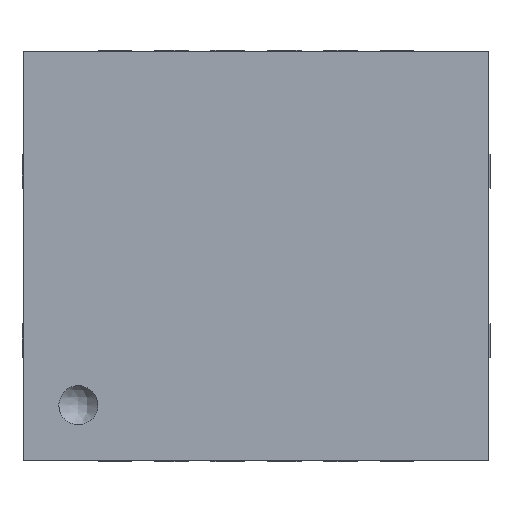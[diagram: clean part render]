
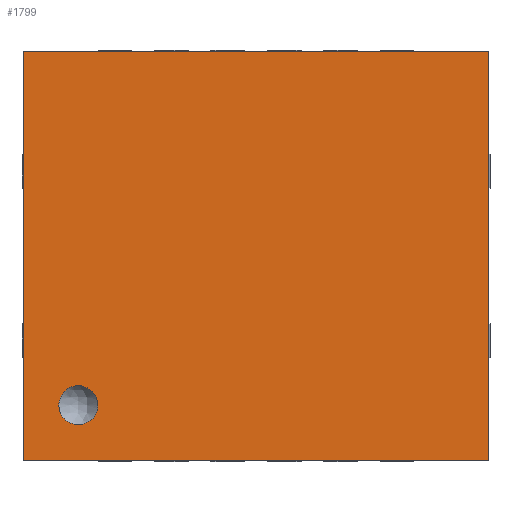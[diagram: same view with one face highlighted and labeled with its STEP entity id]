
A CAD part, top view. The second image highlights one B-rep face of the part: STEP entity #1799.
In plain terms, the highlighted planar face has unit normal (0, 0, 1).
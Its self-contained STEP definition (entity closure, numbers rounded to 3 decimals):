
#20 = VERTEX_POINT ( 'NONE', #5294 ) ;
#60 = VECTOR ( 'NONE', #2814, 1000. ) ;
#94 = EDGE_CURVE ( 'NONE', #168, #1587, #3534, .T. ) ;
#168 = VERTEX_POINT ( 'NONE', #2771 ) ;
#201 = CARTESIAN_POINT ( 'NONE',  ( 0.501, 0.326, 1. ) ) ;
#225 = CARTESIAN_POINT ( 'NONE',  ( 0.461, 0.67, 1. ) ) ;
#393 = VECTOR ( 'NONE', #1183, 1000. ) ;
#519 = CARTESIAN_POINT ( 'NONE',  ( 0.01, 3.64, 1. ) ) ;
#633 = CARTESIAN_POINT ( 'NONE',  ( 0.364, 0.391, 1. ) ) ;
#695 = LINE ( 'NONE', #2609, #393 ) ;
#700 = CARTESIAN_POINT ( 'NONE',  ( 0.327, 0.513, 1. ) ) ;
#722 = EDGE_CURVE ( 'NONE', #3441, #6041, #5586, .T. ) ;
#759 = CARTESIAN_POINT ( 'NONE',  ( 0.5, 0.673, 1. ) ) ;
#844 = CARTESIAN_POINT ( 'NONE',  ( 0.624, 0.378, 1. ) ) ;
#889 = CARTESIAN_POINT ( 'NONE',  ( 0.01, 0.01, 1. ) ) ;
#1014 = VERTEX_POINT ( 'NONE', #1713 ) ;
#1183 = DIRECTION ( 'NONE',  ( 0., 1., 0. ) ) ;
#1218 = CARTESIAN_POINT ( 'NONE',  ( 0.392, 0.635, 1. ) ) ;
#1224 = CARTESIAN_POINT ( 'NONE',  ( 0.593, 0.354, 1. ) ) ;
#1230 = ORIENTED_EDGE ( 'NONE', *, *, #4743, .T. ) ;
#1251 = CARTESIAN_POINT ( 'NONE',  ( 0.343, 0.575, 1. ) ) ;
#1287 = CARTESIAN_POINT ( 'NONE',  ( 0.673, 0.481, 1. ) ) ;
#1587 = VERTEX_POINT ( 'NONE', #3546 ) ;
#1653 = CARTESIAN_POINT ( 'NONE',  ( 0.538, 0.669, 1. ) ) ;
#1707 = CARTESIAN_POINT ( 'NONE',  ( 0.424, 0.657, 1. ) ) ;
#1713 = CARTESIAN_POINT ( 'NONE',  ( 4.14, 3.64, 1. ) ) ;
#1742 = CARTESIAN_POINT ( 'NONE',  ( 0.363, 0.608, 1. ) ) ;
#1754 = CARTESIAN_POINT ( 'NONE',  ( 4.14, 0.01, 1. ) ) ;
#1770 = CARTESIAN_POINT ( 'NONE',  ( 0.328, 0.526, 1. ) ) ;
#1777 = CARTESIAN_POINT ( 'NONE',  ( 0.61, 0.365, 1. ) ) ;
#1799 = ADVANCED_FACE ( 'NONE', ( #3783, #4754 ), #3811, .F. ) ;
#1813 = CARTESIAN_POINT ( 'NONE',  ( 0.67, 0.462, 1. ) ) ;
#2079 = CARTESIAN_POINT ( 'NONE',  ( 0.327, 0.487, 1. ) ) ;
#2111 = CARTESIAN_POINT ( 'NONE',  ( 0.54, 0.331, 1. ) ) ;
#2135 = CARTESIAN_POINT ( 'NONE',  ( 0.663, 0.557, 1. ) ) ;
#2201 = CARTESIAN_POINT ( 'NONE',  ( 0.673, 0.519, 1. ) ) ;
#2258 = B_SPLINE_CURVE_WITH_KNOTS ( 'NONE', 3,
 ( #4555, #2201, #3675, #2135, #5537, #2645, #3589, #3136, #5920, #5016, #5506, #3078, #1653, #2707, #4113, #759, #2675, #225, #6005, #1707, #4965, #1218, #4618, #1742, #3199, #1251, #3612, #3646, #1770, #700, #3110 ),
 .UNSPECIFIED., .F., .F.,
 ( 4, 3, 3, 3, 3, 3, 3, 3, 3, 3, 4 ),
 ( 0., 0., 0., 0., 0., 0., 0., 0., 0., 0.001, 0.001 ),
 .UNSPECIFIED. ) ;
#2301 = CARTESIAN_POINT ( 'NONE',  ( 0.664, 0.444, 1. ) ) ;
#2440 = DIRECTION ( 'NONE',  ( 0., 0., -1. ) ) ;
#2455 = EDGE_LOOP ( 'NONE', ( #5878, #2525 ) ) ;
#2525 = ORIENTED_EDGE ( 'NONE', *, *, #94, .F. ) ;
#2553 = CARTESIAN_POINT ( 'NONE',  ( 0.463, 0.33, 1. ) ) ;
#2583 = CARTESIAN_POINT ( 'NONE',  ( 0.408, 0.352, 1. ) ) ;
#2609 = CARTESIAN_POINT ( 'NONE',  ( 4.14, 0.01, 1. ) ) ;
#2625 = CARTESIAN_POINT ( 'NONE',  ( 0.344, 0.424, 1. ) ) ;
#2645 = CARTESIAN_POINT ( 'NONE',  ( 0.647, 0.593, 1. ) ) ;
#2651 = LINE ( 'NONE', #6015, #5793 ) ;
#2675 = CARTESIAN_POINT ( 'NONE',  ( 0.481, 0.673, 1. ) ) ;
#2693 = CARTESIAN_POINT ( 'NONE',  ( 0.01, 0.01, 1. ) ) ;
#2707 = CARTESIAN_POINT ( 'NONE',  ( 0.526, 0.672, 1. ) ) ;
#2771 = CARTESIAN_POINT ( 'NONE',  ( 0.327, 0.5, 1. ) ) ;
#2814 = DIRECTION ( 'NONE',  ( 1., 0., 0. ) ) ;
#3078 = CARTESIAN_POINT ( 'NONE',  ( 0.557, 0.665, 1. ) ) ;
#3110 = CARTESIAN_POINT ( 'NONE',  ( 0.327, 0.5, 1. ) ) ;
#3136 = CARTESIAN_POINT ( 'NONE',  ( 0.623, 0.623, 1. ) ) ;
#3199 = CARTESIAN_POINT ( 'NONE',  ( 0.353, 0.592, 1. ) ) ;
#3203 = CARTESIAN_POINT ( 'NONE',  ( 0.673, 0.5, 1. ) ) ;
#3211 = VECTOR ( 'NONE', #4216, 1000. ) ;
#3232 = EDGE_CURVE ( 'NONE', #6041, #1014, #695, .T. ) ;
#3236 = DIRECTION ( 'NONE',  ( 0., -1., 0. ) ) ;
#3287 = ORIENTED_EDGE ( 'NONE', *, *, #3232, .T. ) ;
#3294 = CARTESIAN_POINT ( 'NONE',  ( 4.14, 3.64, 1. ) ) ;
#3321 = LINE ( 'NONE', #3294, #3211 ) ;
#3441 = VERTEX_POINT ( 'NONE', #2693 ) ;
#3502 = CARTESIAN_POINT ( 'NONE',  ( 0.559, 0.336, 1. ) ) ;
#3534 = B_SPLINE_CURVE_WITH_KNOTS ( 'NONE', 3,
 ( #3937, #4902, #2079, #5425, #4970, #5926, #2625, #5393, #633, #5837, #4406, #2583, #3564, #5456, #2553, #3968, #201, #5868, #2111, #3502, #5894, #1224, #1777, #844, #6080, #4681, #6042, #2301, #1813, #1287, #3203 ),
 .UNSPECIFIED., .F., .F.,
 ( 4, 3, 3, 3, 3, 3, 3, 3, 3, 3, 4 ),
 ( 0.001, 0.001, 0.001, 0.001, 0.001, 0.001, 0.001, 0.001, 0.001, 0.001, 0.001 ),
 .UNSPECIFIED. ) ;
#3546 = CARTESIAN_POINT ( 'NONE',  ( 0.673, 0.5, 1. ) ) ;
#3564 = CARTESIAN_POINT ( 'NONE',  ( 0.426, 0.343, 1. ) ) ;
#3589 = CARTESIAN_POINT ( 'NONE',  ( 0.635, 0.608, 1. ) ) ;
#3612 = CARTESIAN_POINT ( 'NONE',  ( 0.335, 0.557, 1. ) ) ;
#3646 = CARTESIAN_POINT ( 'NONE',  ( 0.331, 0.538, 1. ) ) ;
#3675 = CARTESIAN_POINT ( 'NONE',  ( 0.67, 0.539, 1. ) ) ;
#3783 = FACE_OUTER_BOUND ( 'NONE', #5163, .T. ) ;
#3811 = PLANE ( 'NONE',  #4640 ) ;
#3937 = CARTESIAN_POINT ( 'NONE',  ( 0.327, 0.5, 1. ) ) ;
#3968 = CARTESIAN_POINT ( 'NONE',  ( 0.482, 0.328, 1. ) ) ;
#4082 = ORIENTED_EDGE ( 'NONE', *, *, #5603, .T. ) ;
#4113 = CARTESIAN_POINT ( 'NONE',  ( 0.513, 0.673, 1. ) ) ;
#4216 = DIRECTION ( 'NONE',  ( -1., 0., 0. ) ) ;
#4406 = CARTESIAN_POINT ( 'NONE',  ( 0.392, 0.363, 1. ) ) ;
#4555 = CARTESIAN_POINT ( 'NONE',  ( 0.673, 0.5, 1. ) ) ;
#4588 = ORIENTED_EDGE ( 'NONE', *, *, #722, .T. ) ;
#4618 = CARTESIAN_POINT ( 'NONE',  ( 0.377, 0.623, 1. ) ) ;
#4640 = AXIS2_PLACEMENT_3D ( 'NONE', #519, #2440, #5674 ) ;
#4681 = CARTESIAN_POINT ( 'NONE',  ( 0.648, 0.409, 1. ) ) ;
#4743 = EDGE_CURVE ( 'NONE', #1014, #20, #3321, .T. ) ;
#4754 = FACE_BOUND ( 'NONE', #2455, .T. ) ;
#4902 = CARTESIAN_POINT ( 'NONE',  ( 0.327, 0.493, 1. ) ) ;
#4964 = EDGE_CURVE ( 'NONE', #1587, #168, #2258, .T. ) ;
#4965 = CARTESIAN_POINT ( 'NONE',  ( 0.407, 0.647, 1. ) ) ;
#4970 = CARTESIAN_POINT ( 'NONE',  ( 0.33, 0.461, 1. ) ) ;
#5016 = CARTESIAN_POINT ( 'NONE',  ( 0.592, 0.647, 1. ) ) ;
#5163 = EDGE_LOOP ( 'NONE', ( #3287, #1230, #4082, #4588 ) ) ;
#5294 = CARTESIAN_POINT ( 'NONE',  ( 0.01, 3.64, 1. ) ) ;
#5393 = CARTESIAN_POINT ( 'NONE',  ( 0.353, 0.407, 1. ) ) ;
#5425 = CARTESIAN_POINT ( 'NONE',  ( 0.328, 0.48, 1. ) ) ;
#5456 = CARTESIAN_POINT ( 'NONE',  ( 0.443, 0.335, 1. ) ) ;
#5506 = CARTESIAN_POINT ( 'NONE',  ( 0.575, 0.657, 1. ) ) ;
#5537 = CARTESIAN_POINT ( 'NONE',  ( 0.657, 0.576, 1. ) ) ;
#5586 = LINE ( 'NONE', #889, #60 ) ;
#5603 = EDGE_CURVE ( 'NONE', #20, #3441, #2651, .T. ) ;
#5674 = DIRECTION ( 'NONE',  ( -1., 0., 0. ) ) ;
#5793 = VECTOR ( 'NONE', #3236, 1000. ) ;
#5837 = CARTESIAN_POINT ( 'NONE',  ( 0.378, 0.377, 1. ) ) ;
#5868 = CARTESIAN_POINT ( 'NONE',  ( 0.521, 0.327, 1. ) ) ;
#5878 = ORIENTED_EDGE ( 'NONE', *, *, #4964, .F. ) ;
#5894 = CARTESIAN_POINT ( 'NONE',  ( 0.577, 0.344, 1. ) ) ;
#5920 = CARTESIAN_POINT ( 'NONE',  ( 0.608, 0.637, 1. ) ) ;
#5926 = CARTESIAN_POINT ( 'NONE',  ( 0.336, 0.442, 1. ) ) ;
#6005 = CARTESIAN_POINT ( 'NONE',  ( 0.443, 0.663, 1. ) ) ;
#6015 = CARTESIAN_POINT ( 'NONE',  ( 0.01, 3.64, 1. ) ) ;
#6041 = VERTEX_POINT ( 'NONE', #1754 ) ;
#6042 = CARTESIAN_POINT ( 'NONE',  ( 0.658, 0.426, 1. ) ) ;
#6080 = CARTESIAN_POINT ( 'NONE',  ( 0.636, 0.393, 1. ) ) ;
